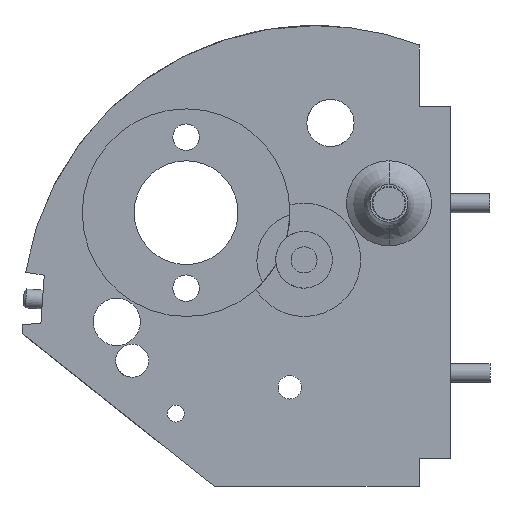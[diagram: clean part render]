
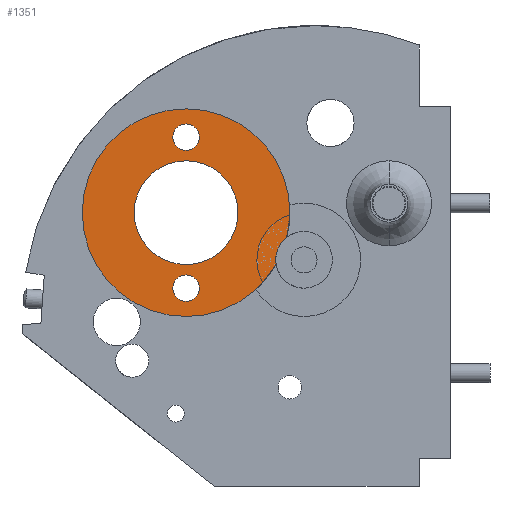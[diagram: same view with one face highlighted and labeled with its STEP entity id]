
A CAD part, left-side view. The second image highlights one B-rep face of the part: STEP entity #1351.
In plain terms, the highlighted planar face has unit normal (-1, 0, 0).
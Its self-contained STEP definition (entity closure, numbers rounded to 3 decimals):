
#126 = AXIS2_PLACEMENT_3D ( 'NONE', #400, #2970, #2943 ) ;
#189 = EDGE_CURVE ( 'NONE', #1816, #4645, #3529, .T. ) ;
#339 = CARTESIAN_POINT ( 'NONE',  ( -0.85, 0., 0. ) ) ;
#361 = ORIENTED_EDGE ( 'NONE', *, *, #189, .F. ) ;
#380 = CIRCLE ( 'NONE', #2463, 5.5 ) ;
#381 = CARTESIAN_POINT ( 'NONE',  ( -0.85, 0., 8. ) ) ;
#400 = CARTESIAN_POINT ( 'NONE',  ( -0.85, 0., 0. ) ) ;
#431 = VERTEX_POINT ( 'NONE', #1064 ) ;
#468 = FACE_BOUND ( 'NONE', #1904, .T. ) ;
#512 = FACE_OUTER_BOUND ( 'NONE', #3102, .T. ) ;
#528 = FACE_BOUND ( 'NONE', #3779, .T. ) ;
#543 = ORIENTED_EDGE ( 'NONE', *, *, #4157, .F. ) ;
#546 = VERTEX_POINT ( 'NONE', #1109 ) ;
#640 = CARTESIAN_POINT ( 'NONE',  ( -0.85, 0., 6.6 ) ) ;
#648 = EDGE_CURVE ( 'NONE', #3972, #431, #380, .T. ) ;
#661 = DIRECTION ( 'NONE',  ( 1., 0., 0. ) ) ;
#707 = CARTESIAN_POINT ( 'NONE',  ( -0.85, 0., 8. ) ) ;
#757 = AXIS2_PLACEMENT_3D ( 'NONE', #381, #1796, #3230 ) ;
#763 = VERTEX_POINT ( 'NONE', #640 ) ;
#807 = EDGE_LOOP ( 'NONE', ( #2315, #1774 ) ) ;
#929 = EDGE_CURVE ( 'NONE', #431, #3972, #2444, .T. ) ;
#987 = EDGE_CURVE ( 'NONE', #763, #546, #1617, .T. ) ;
#996 = CARTESIAN_POINT ( 'NONE',  ( -0.85, 0., -8. ) ) ;
#1064 = CARTESIAN_POINT ( 'NONE',  ( -0.85, 0., 5.5 ) ) ;
#1109 = CARTESIAN_POINT ( 'NONE',  ( -0.85, 0., 9.4 ) ) ;
#1112 = AXIS2_PLACEMENT_3D ( 'NONE', #996, #2420, #1665 ) ;
#1124 = DIRECTION ( 'NONE',  ( 1., 0., 0. ) ) ;
#1143 = CARTESIAN_POINT ( 'NONE',  ( -0.85, 0., -11. ) ) ;
#1182 = CARTESIAN_POINT ( 'NONE',  ( -0.85, 0., -9.4 ) ) ;
#1197 = CARTESIAN_POINT ( 'NONE',  ( -0.85, 0., 0. ) ) ;
#1254 = AXIS2_PLACEMENT_3D ( 'NONE', #339, #661, #2498 ) ;
#1259 = ORIENTED_EDGE ( 'NONE', *, *, #648, .T. ) ;
#1341 = CIRCLE ( 'NONE', #2999, 1.4 ) ;
#1351 = ADVANCED_FACE ( 'NONE', ( #468, #1522, #512, #528 ), #4411, .F. ) ;
#1501 = DIRECTION ( 'NONE',  ( 1., 0., 0. ) ) ;
#1522 = FACE_BOUND ( 'NONE', #807, .T. ) ;
#1617 = CIRCLE ( 'NONE', #4269, 1.4 ) ;
#1665 = DIRECTION ( 'NONE',  ( 0., 0., -1. ) ) ;
#1712 = AXIS2_PLACEMENT_3D ( 'NONE', #4069, #1501, #1812 ) ;
#1774 = ORIENTED_EDGE ( 'NONE', *, *, #2931, .F. ) ;
#1796 = DIRECTION ( 'NONE',  ( -1., 0., 0. ) ) ;
#1812 = DIRECTION ( 'NONE',  ( 0., 0., -1. ) ) ;
#1816 = VERTEX_POINT ( 'NONE', #1143 ) ;
#1904 = EDGE_LOOP ( 'NONE', ( #2672, #1259 ) ) ;
#2015 = CARTESIAN_POINT ( 'NONE',  ( -0.85, 0., -8. ) ) ;
#2040 = VERTEX_POINT ( 'NONE', #1182 ) ;
#2315 = ORIENTED_EDGE ( 'NONE', *, *, #4272, .F. ) ;
#2386 = VERTEX_POINT ( 'NONE', #3854 ) ;
#2402 = CARTESIAN_POINT ( 'NONE',  ( -0.85, 0., -5.5 ) ) ;
#2420 = DIRECTION ( 'NONE',  ( -1., 0., 0. ) ) ;
#2437 = CARTESIAN_POINT ( 'NONE',  ( -0.85, 0., 0. ) ) ;
#2444 = CIRCLE ( 'NONE', #1254, 5.5 ) ;
#2463 = AXIS2_PLACEMENT_3D ( 'NONE', #1197, #1124, #4376 ) ;
#2498 = DIRECTION ( 'NONE',  ( 0., 0., -1. ) ) ;
#2672 = ORIENTED_EDGE ( 'NONE', *, *, #929, .T. ) ;
#2776 = CARTESIAN_POINT ( 'NONE',  ( -0.85, 0., 11. ) ) ;
#2790 = DIRECTION ( 'NONE',  ( 1., 0., 0. ) ) ;
#2931 = EDGE_CURVE ( 'NONE', #2386, #2040, #4135, .T. ) ;
#2943 = DIRECTION ( 'NONE',  ( 0., 0., -1. ) ) ;
#2970 = DIRECTION ( 'NONE',  ( 1., 0., 0. ) ) ;
#2977 = ORIENTED_EDGE ( 'NONE', *, *, #987, .F. ) ;
#2999 = AXIS2_PLACEMENT_3D ( 'NONE', #2015, #3515, #3543 ) ;
#3102 = EDGE_LOOP ( 'NONE', ( #361, #3319 ) ) ;
#3138 = DIRECTION ( 'NONE',  ( 0., 0., -1. ) ) ;
#3230 = DIRECTION ( 'NONE',  ( 0., 0., -1. ) ) ;
#3319 = ORIENTED_EDGE ( 'NONE', *, *, #3736, .F. ) ;
#3515 = DIRECTION ( 'NONE',  ( -1., 0., 0. ) ) ;
#3529 = CIRCLE ( 'NONE', #1712, 11. ) ;
#3543 = DIRECTION ( 'NONE',  ( 0., 0., -1. ) ) ;
#3580 = DIRECTION ( 'NONE',  ( -1., 0., 0. ) ) ;
#3723 = DIRECTION ( 'NONE',  ( 0., 0., -1. ) ) ;
#3736 = EDGE_CURVE ( 'NONE', #4645, #1816, #4549, .T. ) ;
#3779 = EDGE_LOOP ( 'NONE', ( #2977, #543 ) ) ;
#3797 = AXIS2_PLACEMENT_3D ( 'NONE', #2437, #2790, #3138 ) ;
#3854 = CARTESIAN_POINT ( 'NONE',  ( -0.85, 0., -6.6 ) ) ;
#3972 = VERTEX_POINT ( 'NONE', #2402 ) ;
#3995 = CIRCLE ( 'NONE', #757, 1.4 ) ;
#4069 = CARTESIAN_POINT ( 'NONE',  ( -0.85, 0., 0. ) ) ;
#4135 = CIRCLE ( 'NONE', #1112, 1.4 ) ;
#4157 = EDGE_CURVE ( 'NONE', #546, #763, #3995, .T. ) ;
#4269 = AXIS2_PLACEMENT_3D ( 'NONE', #707, #3580, #3723 ) ;
#4272 = EDGE_CURVE ( 'NONE', #2040, #2386, #1341, .T. ) ;
#4376 = DIRECTION ( 'NONE',  ( 0., 0., -1. ) ) ;
#4411 = PLANE ( 'NONE',  #3797 ) ;
#4549 = CIRCLE ( 'NONE', #126, 11. ) ;
#4645 = VERTEX_POINT ( 'NONE', #2776 ) ;
